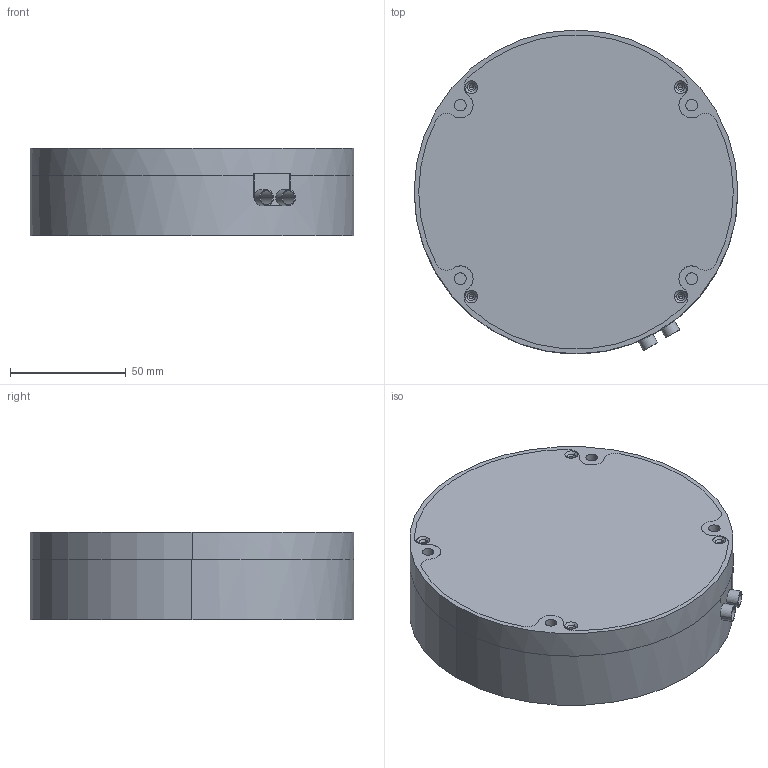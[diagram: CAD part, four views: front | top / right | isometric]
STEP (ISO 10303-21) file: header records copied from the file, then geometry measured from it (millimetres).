
FILE_DESCRIPTION (( 'STEP AP203' ), '1' );
FILE_NAME ('XD802-D1外形三维-22.11.03.STEP', '2022-11-03T01:50:01', ( 'Windows 用户' ), ( '微软中国' ), 'SwSTEP 2.0', 'SolidWorks 2016', '' );
FILE_SCHEMA (( 'CONFIG_CONTROL_DESIGN' ));
Length unit declared in the file: millimetre
Products named in the file (1): XD802-D1外形三维-22.11.03
Bounding box: 140 x 140 x 38 mm (x, y, z)
Volume: 508013.1 mm3; surface area: 134757.7 mm2
Topology: 6 solids, 6 shells, 482 faces, 1288 edges, 828 vertices
Faces by surface type: cylinder 291, plane 139, cone 52
Entity records: 15389 total; most frequent: DIRECTION 2880, CARTESIAN_POINT 2639, ORIENTED_EDGE 2520, EDGE_CURVE 1260, AXIS2_PLACEMENT_3D 1141, VERTEX_POINT 828, CIRCLE 658, EDGE_LOOP 604
